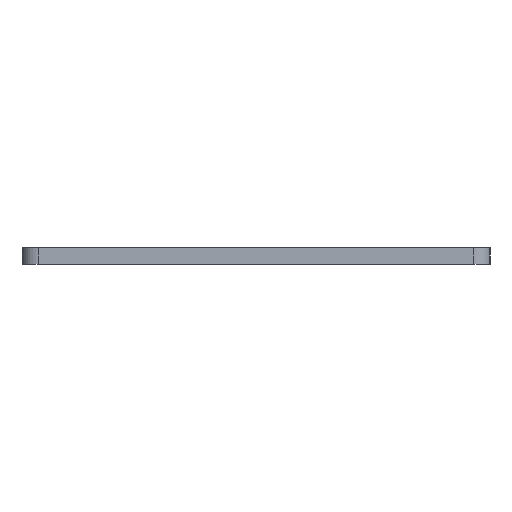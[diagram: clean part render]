
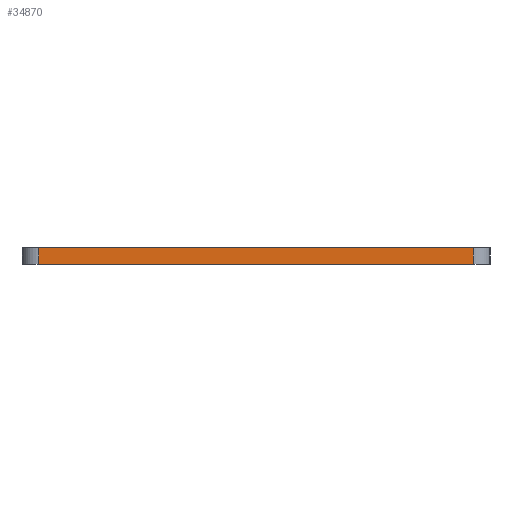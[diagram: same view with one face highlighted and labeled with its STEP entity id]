
A CAD part, left-side view. The second image highlights one B-rep face of the part: STEP entity #34870.
In plain terms, the highlighted planar face has unit normal (-1, 0, 0).
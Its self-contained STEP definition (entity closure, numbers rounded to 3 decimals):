
#1309=PLANE('',#38155);
#3082=FACE_OUTER_BOUND('',#5133,.T.);
#5133=EDGE_LOOP('',(#32316,#32317,#32318,#32319));
#5165=LINE('',#48391,#8726);
#5896=LINE('',#50701,#9457);
#8694=LINE('',#58500,#12255);
#8695=LINE('',#58501,#12256);
#8726=VECTOR('',#38269,10.);
#9457=VECTOR('',#39944,10.);
#12255=VECTOR('',#48270,10.);
#12256=VECTOR('',#48271,10.);
#13795=VERTEX_POINT('',#48376);
#13802=VERTEX_POINT('',#48389);
#14907=VERTEX_POINT('',#50697);
#14909=VERTEX_POINT('',#50700);
#17193=EDGE_CURVE('',#13802,#13795,#5165,.T.);
#18342=EDGE_CURVE('',#14907,#14909,#5896,.T.);
#22206=EDGE_CURVE('',#14907,#13795,#8694,.T.);
#22207=EDGE_CURVE('',#14909,#13802,#8695,.T.);
#32316=ORIENTED_EDGE('',*,*,#18342,.F.);
#32317=ORIENTED_EDGE('',*,*,#22206,.T.);
#32318=ORIENTED_EDGE('',*,*,#17193,.F.);
#32319=ORIENTED_EDGE('',*,*,#22207,.F.);
#34870=ADVANCED_FACE('',(#3082),#1309,.T.);
#38155=AXIS2_PLACEMENT_3D('',#58499,#48268,#48269);
#38269=DIRECTION('',(0.,-1.,0.));
#39944=DIRECTION('',(0.,1.,0.));
#48268=DIRECTION('center_axis',(-1.,0.,0.));
#48269=DIRECTION('ref_axis',(0.,-1.,0.));
#48270=DIRECTION('',(0.,0.,1.));
#48271=DIRECTION('',(0.,0.,1.));
#48376=CARTESIAN_POINT('',(-49.982,-95.612,19.));
#48389=CARTESIAN_POINT('',(-49.982,35.038,19.));
#48391=CARTESIAN_POINT('',(-49.982,-95.612,19.));
#50697=CARTESIAN_POINT('',(-49.982,-95.612,14.));
#50700=CARTESIAN_POINT('',(-49.982,35.038,14.));
#50701=CARTESIAN_POINT('',(-49.982,-95.612,14.));
#58499=CARTESIAN_POINT('Origin',(-49.982,35.038,14.));
#58500=CARTESIAN_POINT('',(-49.982,-95.612,14.));
#58501=CARTESIAN_POINT('',(-49.982,35.038,14.));
